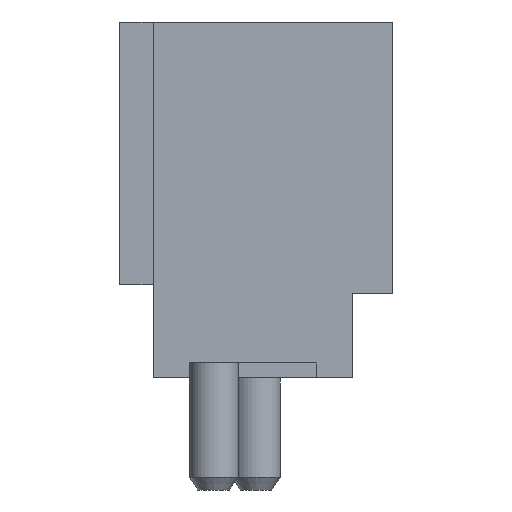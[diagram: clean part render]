
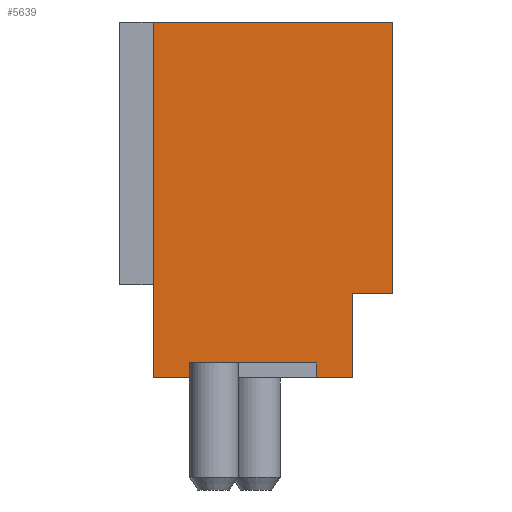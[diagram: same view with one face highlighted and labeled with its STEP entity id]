
A CAD part, left-side view. The second image highlights one B-rep face of the part: STEP entity #5639.
In plain terms, the highlighted planar face has unit normal (-1, 0, 0).
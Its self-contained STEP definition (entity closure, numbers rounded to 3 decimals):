
#253=FACE_OUTER_BOUND($,#554,.T.);
#554=EDGE_LOOP($,(#4390,#4391,#4392,#4393,#4394,#4395,#4396,#4397,#4398,
#4399));
#1133=LINE($,#8499,#1900);
#1134=LINE($,#8501,#1901);
#1135=LINE($,#8503,#1902);
#1136=LINE($,#8505,#1903);
#1137=LINE($,#8507,#1904);
#1138=LINE($,#8509,#1905);
#1139=LINE($,#8511,#1906);
#1140=LINE($,#8513,#1907);
#1141=LINE($,#8515,#1908);
#1142=LINE($,#8516,#1909);
#1900=VECTOR($,#6897,8.4);
#1901=VECTOR($,#6898,0.85);
#1902=VECTOR($,#6899,0.35);
#1903=VECTOR($,#6900,3.);
#1904=VECTOR($,#6901,0.35);
#1905=VECTOR($,#6902,0.85);
#1906=VECTOR($,#6903,2.);
#1907=VECTOR($,#6904,0.95);
#1908=VECTOR($,#6905,6.4);
#1909=VECTOR($,#6906,5.65);
#2575=VERTEX_POINT($,#8497);
#2576=VERTEX_POINT($,#8498);
#2577=VERTEX_POINT($,#8500);
#2578=VERTEX_POINT($,#8502);
#2579=VERTEX_POINT($,#8504);
#2580=VERTEX_POINT($,#8506);
#2581=VERTEX_POINT($,#8508);
#2582=VERTEX_POINT($,#8510);
#2583=VERTEX_POINT($,#8512);
#2584=VERTEX_POINT($,#8514);
#3233=EDGE_CURVE($,#2575,#2576,#1133,.T.);
#3234=EDGE_CURVE($,#2577,#2576,#1134,.T.);
#3235=EDGE_CURVE($,#2577,#2578,#1135,.T.);
#3236=EDGE_CURVE($,#2579,#2578,#1136,.T.);
#3237=EDGE_CURVE($,#2580,#2579,#1137,.T.);
#3238=EDGE_CURVE($,#2581,#2580,#1138,.T.);
#3239=EDGE_CURVE($,#2581,#2582,#1139,.T.);
#3240=EDGE_CURVE($,#2583,#2582,#1140,.T.);
#3241=EDGE_CURVE($,#2584,#2583,#1141,.T.);
#3242=EDGE_CURVE($,#2575,#2584,#1142,.T.);
#4390=ORIENTED_EDGE($,*,*,#3233,.T.);
#4391=ORIENTED_EDGE($,*,*,#3234,.F.);
#4392=ORIENTED_EDGE($,*,*,#3235,.T.);
#4393=ORIENTED_EDGE($,*,*,#3236,.F.);
#4394=ORIENTED_EDGE($,*,*,#3237,.F.);
#4395=ORIENTED_EDGE($,*,*,#3238,.F.);
#4396=ORIENTED_EDGE($,*,*,#3239,.T.);
#4397=ORIENTED_EDGE($,*,*,#3240,.F.);
#4398=ORIENTED_EDGE($,*,*,#3241,.F.);
#4399=ORIENTED_EDGE($,*,*,#3242,.F.);
#5357=PLANE($,#5982);
#5639=ADVANCED_FACE($,(#253),#5357,.F.);
#5982=AXIS2_PLACEMENT_3D($,#8496,#6895,#6896);
#6895=DIRECTION('center_axis',(1.,0.,0.));
#6896=DIRECTION('ref_axis',(0.,-1.,0.));
#6897=DIRECTION($,(0.,0.,-1.));
#6898=DIRECTION($,(0.,1.,0.));
#6899=DIRECTION($,(0.,0.,1.));
#6900=DIRECTION($,(0.,1.,0.));
#6901=DIRECTION($,(0.,0.,1.));
#6902=DIRECTION($,(0.,1.,0.));
#6903=DIRECTION($,(0.,0.,1.));
#6904=DIRECTION($,(0.,1.,0.));
#6905=DIRECTION($,(0.,0.,-1.));
#6906=DIRECTION($,(0.,-1.,0.));
#8496=CARTESIAN_POINT('Origin',(-8.615,-1.1,4.2));
#8497=CARTESIAN_POINT('',(-8.615,1.325,8.4));
#8498=CARTESIAN_POINT('',(-8.615,1.325,0.));
#8499=CARTESIAN_POINT($,(-8.615,1.325,8.4));
#8500=CARTESIAN_POINT('',(-8.615,0.475,0.));
#8501=CARTESIAN_POINT($,(-8.615,0.475,0.));
#8502=CARTESIAN_POINT('',(-8.615,0.475,0.35));
#8503=CARTESIAN_POINT($,(-8.615,0.475,0.));
#8504=CARTESIAN_POINT('',(-8.615,-2.525,0.35));
#8505=CARTESIAN_POINT($,(-8.615,-2.525,0.35));
#8506=CARTESIAN_POINT('',(-8.615,-2.525,0.));
#8507=CARTESIAN_POINT($,(-8.615,-2.525,0.));
#8508=CARTESIAN_POINT('',(-8.615,-3.375,0.));
#8509=CARTESIAN_POINT($,(-8.615,-3.375,0.));
#8510=CARTESIAN_POINT('',(-8.615,-3.375,2.));
#8511=CARTESIAN_POINT($,(-8.615,-3.375,0.));
#8512=CARTESIAN_POINT('',(-8.615,-4.325,2.));
#8513=CARTESIAN_POINT($,(-8.615,-4.325,2.));
#8514=CARTESIAN_POINT('',(-8.615,-4.325,8.4));
#8515=CARTESIAN_POINT($,(-8.615,-4.325,8.4));
#8516=CARTESIAN_POINT($,(-8.615,1.325,8.4));
